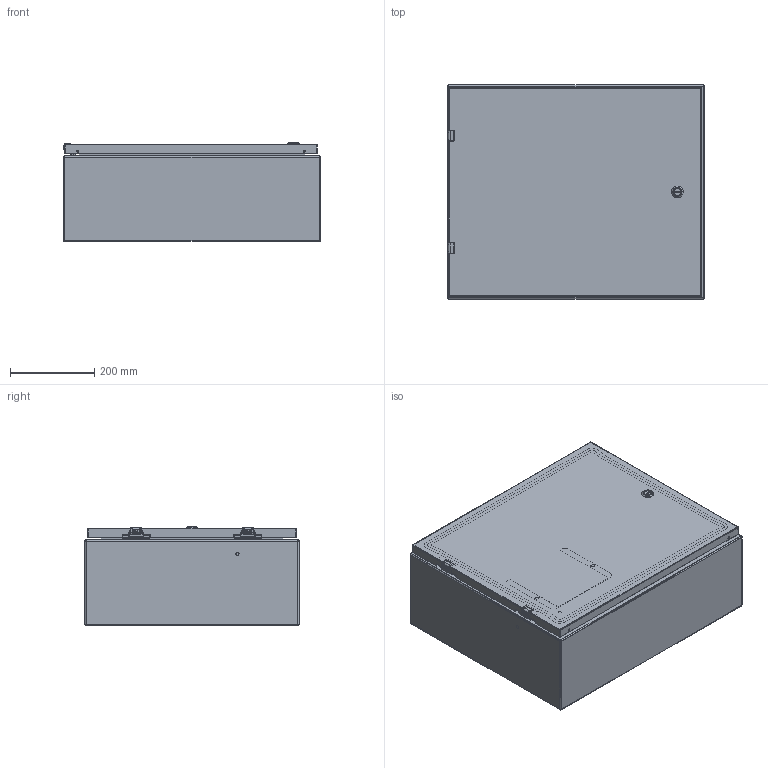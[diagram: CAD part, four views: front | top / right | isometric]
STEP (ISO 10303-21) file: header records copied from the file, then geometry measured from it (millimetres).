
FILE_DESCRIPTION (( 'STEP AP214' ), '1' );
FILE_NAME ('SCE-20EL2408LP.STEP', '2023-08-03T14:50:54', ( '' ), ( '' ), 'SwSTEP 2.0', 'SolidWorks 2021', '' );
FILE_SCHEMA (( 'AUTOMOTIVE_DESIGN' ));
Length unit declared in the file: inch
Products named in the file (1): SCE-20EL2408LP
Bounding box: 609.6 x 508 x 234.33 mm (x, y, z)
Volume: 3282131.9 mm3; surface area: 3114208.2 mm2
Topology: 24 solids, 24 shells, 1257 faces, 3251 edges, 2051 vertices
Faces by surface type: plane 560, cylinder 486, torus 92, bspline 51, cone 36, sphere 32
Full cylindrical faces by diameter (mm): 4.775 x4, 11.112 x2, 11.113 x2
Entity records: 41892 total; most frequent: CARTESIAN_POINT 10519, DIRECTION 6612, ORIENTED_EDGE 6422, EDGE_CURVE 3211, AXIS2_PLACEMENT_3D 2385, VERTEX_POINT 2051, LINE 1842, VECTOR 1842
